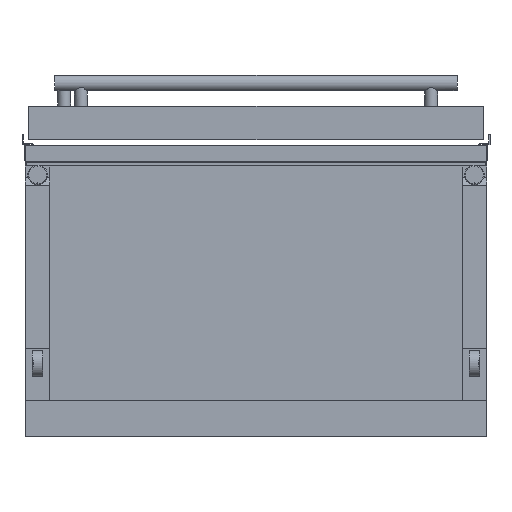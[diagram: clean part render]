
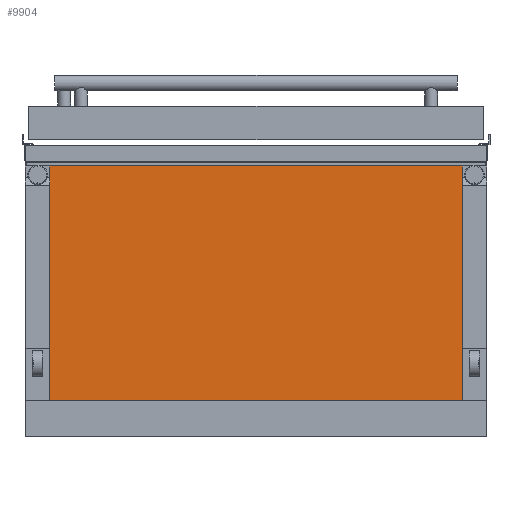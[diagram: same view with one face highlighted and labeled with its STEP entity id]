
A CAD part, front view. The second image highlights one B-rep face of the part: STEP entity #9904.
In plain terms, the highlighted planar face has unit normal (0, -1, 0).
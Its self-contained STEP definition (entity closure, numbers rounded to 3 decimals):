
#283 = ORIENTED_EDGE ( 'NONE', *, *, #6593, .T. ) ;
#1122 = VECTOR ( 'NONE', #12982, 1000. ) ;
#3097 = AXIS2_PLACEMENT_3D ( 'NONE', #4627, #5590, #11675 ) ;
#3349 = CARTESIAN_POINT ( 'NONE',  ( -396., -990.85, 240. ) ) ;
#3997 = ORIENTED_EDGE ( 'NONE', *, *, #7263, .T. ) ;
#4578 = PLANE ( 'NONE',  #3097 ) ;
#4627 = CARTESIAN_POINT ( 'NONE',  ( -396., -990.85, -280. ) ) ;
#4857 = LINE ( 'NONE', #6471, #7048 ) ;
#5477 = VERTEX_POINT ( 'NONE', #6299 ) ;
#5554 = CARTESIAN_POINT ( 'NONE',  ( 396., -990.85, -210.4 ) ) ;
#5590 = DIRECTION ( 'NONE',  ( 0., 1., 0. ) ) ;
#5650 = EDGE_CURVE ( 'NONE', #10344, #5477, #4857, .T. ) ;
#5768 = LINE ( 'NONE', #8103, #7494 ) ;
#5819 = CARTESIAN_POINT ( 'NONE',  ( -396., -990.85, -280. ) ) ;
#6128 = FACE_OUTER_BOUND ( 'NONE', #10081, .T. ) ;
#6299 = CARTESIAN_POINT ( 'NONE',  ( -396., -990.85, -210.4 ) ) ;
#6357 = VECTOR ( 'NONE', #11747, 1000. ) ;
#6471 = CARTESIAN_POINT ( 'NONE',  ( -443., -990.85, -210.4 ) ) ;
#6484 = LINE ( 'NONE', #5819, #1122 ) ;
#6593 = EDGE_CURVE ( 'NONE', #12694, #9218, #5768, .T. ) ;
#6612 = ORIENTED_EDGE ( 'NONE', *, *, #8315, .F. ) ;
#7048 = VECTOR ( 'NONE', #9533, 1000. ) ;
#7177 = CARTESIAN_POINT ( 'NONE',  ( 396., -990.85, 240. ) ) ;
#7263 = EDGE_CURVE ( 'NONE', #10344, #12694, #8735, .T. ) ;
#7494 = VECTOR ( 'NONE', #9177, 1000. ) ;
#8103 = CARTESIAN_POINT ( 'NONE',  ( -396., -990.85, 240. ) ) ;
#8315 = EDGE_CURVE ( 'NONE', #5477, #9218, #6484, .T. ) ;
#8735 = LINE ( 'NONE', #9772, #6357 ) ;
#9177 = DIRECTION ( 'NONE',  ( -1., 0., 0. ) ) ;
#9218 = VERTEX_POINT ( 'NONE', #3349 ) ;
#9533 = DIRECTION ( 'NONE',  ( -1., 0., 0. ) ) ;
#9772 = CARTESIAN_POINT ( 'NONE',  ( 396., -990.85, -280. ) ) ;
#9817 = ORIENTED_EDGE ( 'NONE', *, *, #5650, .F. ) ;
#9904 = ADVANCED_FACE ( 'NONE', ( #6128 ), #4578, .F. ) ;
#10081 = EDGE_LOOP ( 'NONE', ( #3997, #283, #6612, #9817 ) ) ;
#10344 = VERTEX_POINT ( 'NONE', #5554 ) ;
#11675 = DIRECTION ( 'NONE',  ( 0., 0., 1. ) ) ;
#11747 = DIRECTION ( 'NONE',  ( 0., 0., 1. ) ) ;
#12694 = VERTEX_POINT ( 'NONE', #7177 ) ;
#12982 = DIRECTION ( 'NONE',  ( 0., 0., 1. ) ) ;
